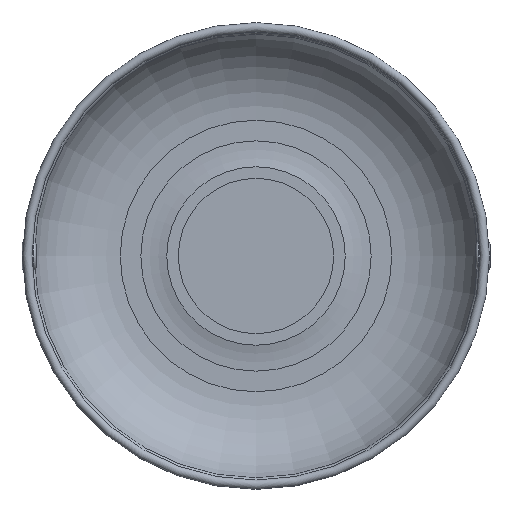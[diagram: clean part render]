
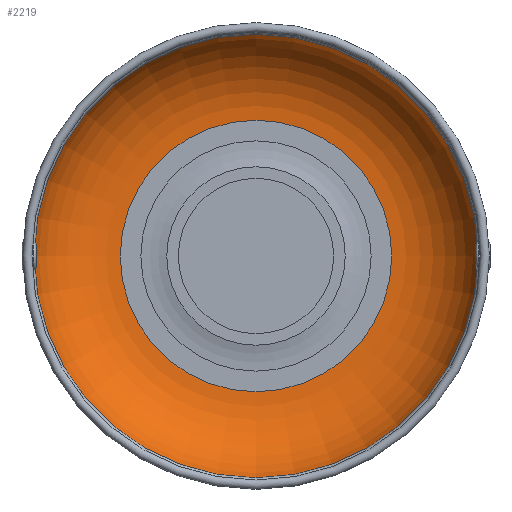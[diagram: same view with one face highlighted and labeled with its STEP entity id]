
A CAD part, front view. The second image highlights one B-rep face of the part: STEP entity #2219.
In plain terms, the highlighted toroidal (fillet/blend) face has major radius 64.453 mm and minor radius 43.561 mm.
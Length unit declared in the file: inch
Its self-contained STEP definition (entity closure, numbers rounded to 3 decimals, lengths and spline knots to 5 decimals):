
#69=TOROIDAL_SURFACE('',#2475,2.5375,1.715);
#161=FACE_OUTER_BOUND('',#296,.T.);
#296=EDGE_LOOP('',(#1578,#1579,#1580,#1581,#1582));
#492=CIRCLE('',#2467,2.5375);
#493=CIRCLE('',#2468,2.5375);
#499=CIRCLE('',#2476,1.715);
#500=CIRCLE('',#2477,4.22952);
#879=VERTEX_POINT('',#4229);
#880=VERTEX_POINT('',#4230);
#886=VERTEX_POINT('',#4246);
#1149=EDGE_CURVE('',#879,#880,#492,.F.);
#1150=EDGE_CURVE('',#880,#879,#493,.F.);
#1157=EDGE_CURVE('',#880,#886,#499,.T.);
#1158=EDGE_CURVE('',#886,#886,#500,.T.);
#1578=ORIENTED_EDGE('',*,*,#1149,.T.);
#1579=ORIENTED_EDGE('',*,*,#1157,.T.);
#1580=ORIENTED_EDGE('',*,*,#1158,.F.);
#1581=ORIENTED_EDGE('',*,*,#1157,.F.);
#1582=ORIENTED_EDGE('',*,*,#1150,.T.);
#2219=ADVANCED_FACE('',(#161),#69,.F.);
#2467=AXIS2_PLACEMENT_3D('',#4231,#3035,#3036);
#2468=AXIS2_PLACEMENT_3D('',#4232,#3037,#3038);
#2475=AXIS2_PLACEMENT_3D('',#4245,#3052,#3053);
#2476=AXIS2_PLACEMENT_3D('',#4247,#3054,#3055);
#2477=AXIS2_PLACEMENT_3D('',#4248,#3056,#3057);
#3035=DIRECTION('center_axis',(0.,-1.,0.));
#3036=DIRECTION('ref_axis',(0.,0.,-1.));
#3037=DIRECTION('center_axis',(0.,-1.,0.));
#3038=DIRECTION('ref_axis',(0.,0.,-1.));
#3052=DIRECTION('center_axis',(0.,-1.,0.));
#3053=DIRECTION('ref_axis',(0.,0.,-1.));
#3054=DIRECTION('center_axis',(1.,0.,0.));
#3055=DIRECTION('ref_axis',(0.,0.,1.));
#3056=DIRECTION('center_axis',(0.,1.,0.));
#3057=DIRECTION('ref_axis',(0.,0.,1.));
#4229=CARTESIAN_POINT('',(0.,3.465,-2.5375));
#4230=CARTESIAN_POINT('',(0.,3.465,2.5375));
#4231=CARTESIAN_POINT('Origin',(0.,3.465,0.));
#4232=CARTESIAN_POINT('Origin',(0.,3.465,0.));
#4245=CARTESIAN_POINT('Origin',(0.,1.75,0.));
#4246=CARTESIAN_POINT('',(0.,2.02983,4.22952));
#4247=CARTESIAN_POINT('Origin',(0.,1.75,2.5375));
#4248=CARTESIAN_POINT('Origin',(0.,2.02983,0.));
